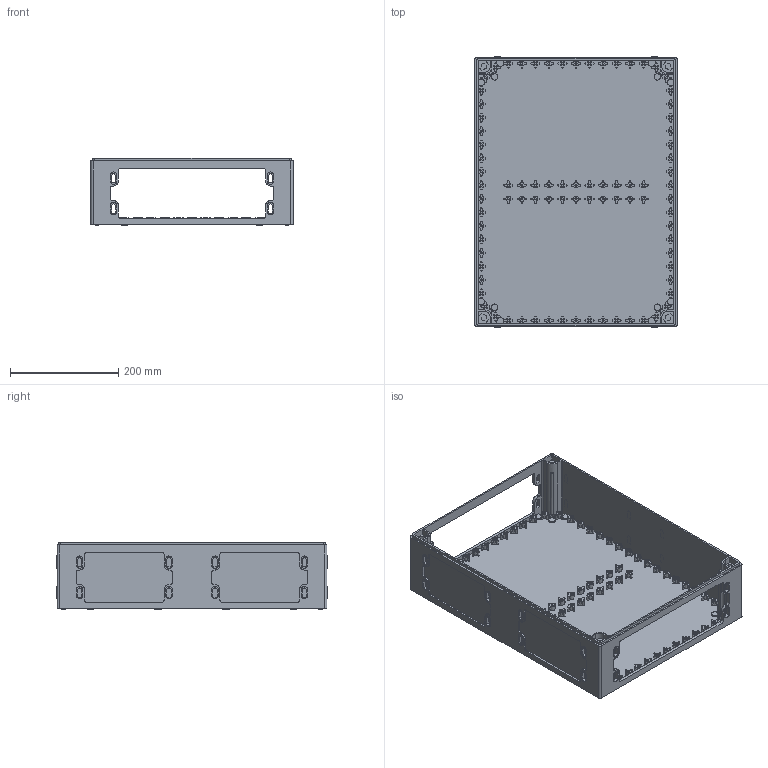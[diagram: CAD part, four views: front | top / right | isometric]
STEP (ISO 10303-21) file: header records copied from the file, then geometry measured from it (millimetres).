
FILE_DESCRIPTION( ( 'STEP AP214' ), '1' );
FILE_NAME( 'u_ci45.stp', '2021-04-07T06:28:24', ( 'License CC BY-ND 4.0' ), ( 'CADENAS' ), ' ', 'PARTsolutions', ' ' );
FILE_SCHEMA( ( 'AUTOMOTIVE_DESIGN { 1 0 10303 214 1 1 1 1 }' ) );
Length unit declared in the file: millimetre
Products named in the file (1): _001894
Bounding box: 375 x 500 x 125 mm (x, y, z)
Volume: 1664850 mm3; surface area: 765617.1 mm2
Topology: 1 solids, 1 shells, 2048 faces, 5384 edges, 3580 vertices
Faces by surface type: plane 1188, cylinder 848, sphere 8, torus 4
Full cylindrical faces by diameter (mm): 3.85 x84, 6 x12, 8 x4, 12 x12
Entity records: 79188 total; most frequent: DIRECTION 11130, CARTESIAN_POINT 10869, ORIENTED_EDGE 10504, EDGE_CURVE 5252, AXIS2_PLACEMENT_3D 3833, VERTEX_POINT 3572, LINE 3464, VECTOR 3464
